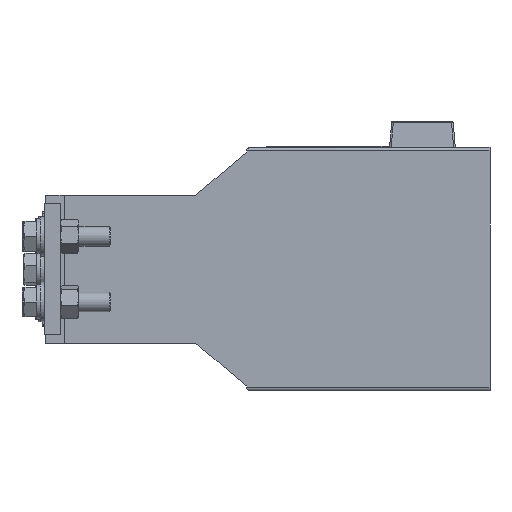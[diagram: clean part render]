
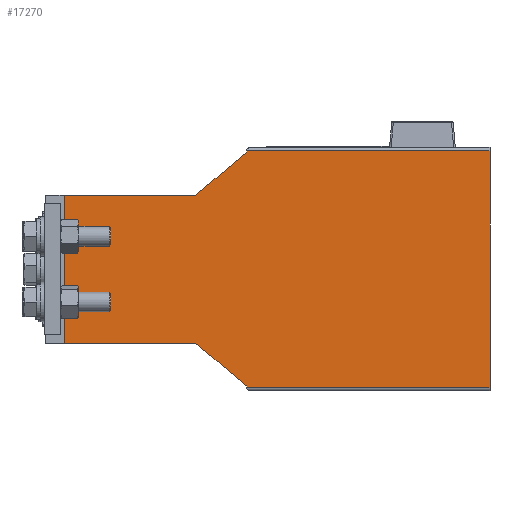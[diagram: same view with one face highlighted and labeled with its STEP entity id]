
A CAD part, left-side view. The second image highlights one B-rep face of the part: STEP entity #17270.
In plain terms, the highlighted planar face has unit normal (-1, 0, 0).
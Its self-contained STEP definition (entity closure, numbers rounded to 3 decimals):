
#1091 = VERTEX_POINT ( 'NONE', #117135 ) ;
#5259 = EDGE_CURVE ( 'NONE', #171283, #76489, #55383, .T. ) ;
#5665 = EDGE_CURVE ( 'NONE', #112283, #114193, #8942, .T. ) ;
#6721 = VERTEX_POINT ( 'NONE', #181919 ) ;
#8942 = LINE ( 'NONE', #96824, #128224 ) ;
#11429 = CARTESIAN_POINT ( 'NONE',  ( -131., 145.867, 71.867 ) ) ;
#11743 = DIRECTION ( 'NONE',  ( 0., 0., 1. ) ) ;
#12869 = CARTESIAN_POINT ( 'NONE',  ( -131., 148., 71.867 ) ) ;
#13314 = VERTEX_POINT ( 'NONE', #20816 ) ;
#16859 = CARTESIAN_POINT ( 'NONE',  ( -131., 259., -45. ) ) ;
#17270 = ADVANCED_FACE ( 'NONE', ( #141932 ), #151183, .T. ) ;
#19244 = DIRECTION ( 'NONE',  ( 0., 0., -1. ) ) ;
#20816 = CARTESIAN_POINT ( 'NONE',  ( -131., 0., 72. ) ) ;
#24255 = VECTOR ( 'NONE', #139914, 1000. ) ;
#24886 = DIRECTION ( 'NONE',  ( 0., 0., 1. ) ) ;
#27128 = DIRECTION ( 'NONE',  ( 0., 0., 1. ) ) ;
#28525 = DIRECTION ( 'NONE',  ( 0., -1., 0. ) ) ;
#29981 = CARTESIAN_POINT ( 'NONE',  ( -131., 148., -71. ) ) ;
#35061 = VECTOR ( 'NONE', #111730, 1000. ) ;
#46756 = CARTESIAN_POINT ( 'NONE',  ( -131., 148., -71.867 ) ) ;
#51094 = LINE ( 'NONE', #200590, #87662 ) ;
#51402 = DIRECTION ( 'NONE',  ( 1., 0., 0. ) ) ;
#55383 = CIRCLE ( 'NONE', #153674, 2.133 ) ;
#61217 = ORIENTED_EDGE ( 'NONE', *, *, #5665, .T. ) ;
#64827 = EDGE_CURVE ( 'NONE', #112287, #66495, #152807, .T. ) ;
#66495 = VERTEX_POINT ( 'NONE', #149981 ) ;
#67182 = ORIENTED_EDGE ( 'NONE', *, *, #154017, .F. ) ;
#68022 = VECTOR ( 'NONE', #90265, 1000. ) ;
#73673 = DIRECTION ( 'NONE',  ( 0., -1., 0. ) ) ;
#73844 = ORIENTED_EDGE ( 'NONE', *, *, #115237, .F. ) ;
#76399 = LINE ( 'NONE', #96066, #35061 ) ;
#76489 = VERTEX_POINT ( 'NONE', #46756 ) ;
#81404 = VECTOR ( 'NONE', #24886, 1000. ) ;
#85167 = EDGE_CURVE ( 'NONE', #1091, #188637, #187429, .T. ) ;
#85505 = EDGE_CURVE ( 'NONE', #13314, #187073, #109490, .T. ) ;
#85981 = CARTESIAN_POINT ( 'NONE',  ( -131., 178.986, -45. ) ) ;
#86809 = CARTESIAN_POINT ( 'NONE',  ( -131., 148., -71.867 ) ) ;
#87662 = VECTOR ( 'NONE', #28525, 1000. ) ;
#90265 = DIRECTION ( 'NONE',  ( 0., 0., -1. ) ) ;
#93130 = CIRCLE ( 'NONE', #169697, 2.133 ) ;
#94067 = EDGE_CURVE ( 'NONE', #76489, #1091, #122784, .T. ) ;
#96066 = CARTESIAN_POINT ( 'NONE',  ( -131., 270., -45. ) ) ;
#96824 = CARTESIAN_POINT ( 'NONE',  ( -131., 259., 71.867 ) ) ;
#100503 = ORIENTED_EDGE ( 'NONE', *, *, #85167, .F. ) ;
#100518 = VECTOR ( 'NONE', #148869, 1000. ) ;
#102134 = EDGE_CURVE ( 'NONE', #6721, #112287, #141921, .T. ) ;
#102429 = VECTOR ( 'NONE', #138789, 1000. ) ;
#104940 = DIRECTION ( 'NONE',  ( -1., 0., 0. ) ) ;
#106095 = DIRECTION ( 'NONE',  ( 0., 0., 1. ) ) ;
#107077 = EDGE_CURVE ( 'NONE', #188637, #114193, #76399, .T. ) ;
#109442 = ORIENTED_EDGE ( 'NONE', *, *, #85505, .F. ) ;
#109490 = LINE ( 'NONE', #120895, #68022 ) ;
#111730 = DIRECTION ( 'NONE',  ( 0., 1., 0. ) ) ;
#112283 = VERTEX_POINT ( 'NONE', #169443 ) ;
#112287 = VERTEX_POINT ( 'NONE', #185034 ) ;
#113252 = LINE ( 'NONE', #166890, #191032 ) ;
#114193 = VERTEX_POINT ( 'NONE', #16859 ) ;
#115237 = EDGE_CURVE ( 'NONE', #119865, #13314, #113252, .T. ) ;
#117135 = CARTESIAN_POINT ( 'NONE',  ( -131., 148., -71. ) ) ;
#117627 = CARTESIAN_POINT ( 'NONE',  ( -131., 148., 71. ) ) ;
#118046 = ORIENTED_EDGE ( 'NONE', *, *, #5259, .F. ) ;
#118983 = EDGE_LOOP ( 'NONE', ( #189754, #109442, #73844, #67182, #140053, #153413, #190582, #61217, #172921, #100503, #156178, #118046 ) ) ;
#119865 = VERTEX_POINT ( 'NONE', #165914 ) ;
#120302 = DIRECTION ( 'NONE',  ( 1., 0., 0. ) ) ;
#120895 = CARTESIAN_POINT ( 'NONE',  ( -131., 0., 74. ) ) ;
#122784 = LINE ( 'NONE', #86809, #81404 ) ;
#124282 = CARTESIAN_POINT ( 'NONE',  ( -131., 270., 45. ) ) ;
#128224 = VECTOR ( 'NONE', #19244, 1000. ) ;
#138789 = DIRECTION ( 'NONE',  ( 0., 0.766, 0.643 ) ) ;
#139914 = DIRECTION ( 'NONE',  ( 0., -1., 0. ) ) ;
#140053 = ORIENTED_EDGE ( 'NONE', *, *, #64827, .F. ) ;
#141921 = LINE ( 'NONE', #117627, #100518 ) ;
#141932 = FACE_OUTER_BOUND ( 'NONE', #118983, .T. ) ;
#144668 = CARTESIAN_POINT ( 'NONE',  ( -131., 145.867, -71.867 ) ) ;
#147908 = VECTOR ( 'NONE', #106095, 1000. ) ;
#148388 = LINE ( 'NONE', #124282, #24255 ) ;
#148869 = DIRECTION ( 'NONE',  ( 0., -0.766, 0.643 ) ) ;
#149981 = CARTESIAN_POINT ( 'NONE',  ( -131., 148., 71.867 ) ) ;
#151183 = PLANE ( 'NONE',  #153078 ) ;
#152807 = LINE ( 'NONE', #12869, #147908 ) ;
#153078 = AXIS2_PLACEMENT_3D ( 'NONE', #182410, #104940, #11743 ) ;
#153413 = ORIENTED_EDGE ( 'NONE', *, *, #102134, .F. ) ;
#153674 = AXIS2_PLACEMENT_3D ( 'NONE', #144668, #51402, #160334 ) ;
#154017 = EDGE_CURVE ( 'NONE', #66495, #119865, #93130, .T. ) ;
#154890 = EDGE_CURVE ( 'NONE', #171283, #187073, #51094, .T. ) ;
#156178 = ORIENTED_EDGE ( 'NONE', *, *, #94067, .F. ) ;
#160334 = DIRECTION ( 'NONE',  ( 0., 0., -1. ) ) ;
#162980 = EDGE_CURVE ( 'NONE', #112283, #6721, #148388, .T. ) ;
#163466 = CARTESIAN_POINT ( 'NONE',  ( -131., 0., -72. ) ) ;
#165914 = CARTESIAN_POINT ( 'NONE',  ( -131., 147.996, 72. ) ) ;
#166890 = CARTESIAN_POINT ( 'NONE',  ( -131., 169., 72. ) ) ;
#169443 = CARTESIAN_POINT ( 'NONE',  ( -131., 259., 45. ) ) ;
#169697 = AXIS2_PLACEMENT_3D ( 'NONE', #11429, #120302, #27128 ) ;
#171283 = VERTEX_POINT ( 'NONE', #195267 ) ;
#172921 = ORIENTED_EDGE ( 'NONE', *, *, #107077, .F. ) ;
#181919 = CARTESIAN_POINT ( 'NONE',  ( -131., 178.986, 45. ) ) ;
#182410 = CARTESIAN_POINT ( 'NONE',  ( -131., 145.867, 71.867 ) ) ;
#185034 = CARTESIAN_POINT ( 'NONE',  ( -131., 148., 71. ) ) ;
#187073 = VERTEX_POINT ( 'NONE', #163466 ) ;
#187429 = LINE ( 'NONE', #29981, #102429 ) ;
#188637 = VERTEX_POINT ( 'NONE', #85981 ) ;
#189754 = ORIENTED_EDGE ( 'NONE', *, *, #154890, .T. ) ;
#190582 = ORIENTED_EDGE ( 'NONE', *, *, #162980, .F. ) ;
#191032 = VECTOR ( 'NONE', #73673, 1000. ) ;
#195267 = CARTESIAN_POINT ( 'NONE',  ( -131., 147.996, -72. ) ) ;
#200590 = CARTESIAN_POINT ( 'NONE',  ( -131., 169., -72. ) ) ;
